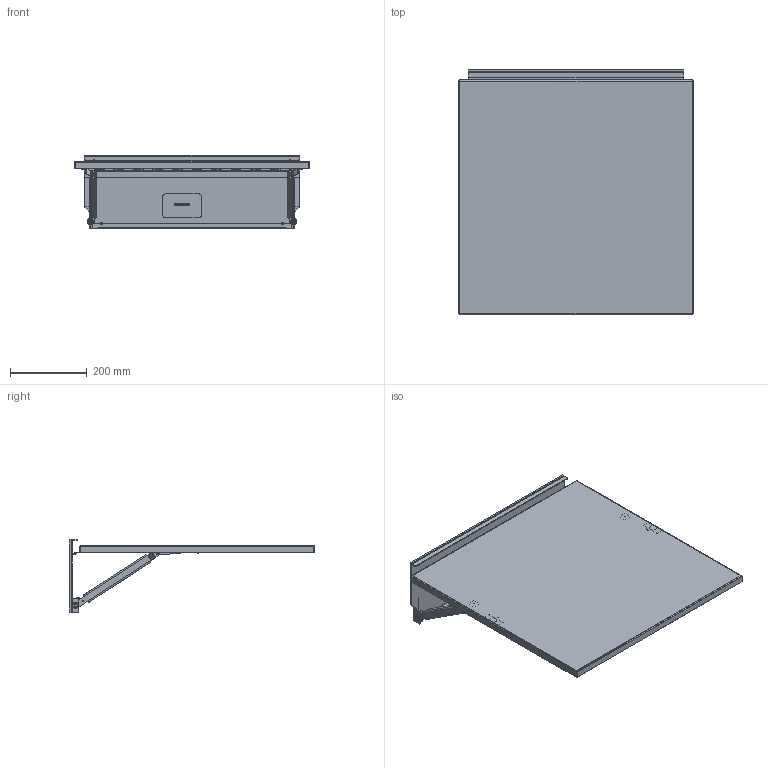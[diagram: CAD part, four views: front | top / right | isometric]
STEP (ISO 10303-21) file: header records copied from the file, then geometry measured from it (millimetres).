
FILE_DESCRIPTION (( 'STEP AP203' ), '1' );
FILE_NAME ('FDS2424S16.step', '2020-11-12T18:56:30', ( 'ADC123' ), ( 'Microsoft' ), 'SwSTEP 2.0', 'SolidWorks 2019', '' );
FILE_SCHEMA (( 'CONFIG_CONTROL_DESIGN' ));
Products named in the file (1): FDS2424S16
Bounding box: 609.6 x 637.25 x 190.5 mm (x, y, z)
Volume: 1261281.4 mm3; surface area: 1281283.5 mm2
Topology: 42 solids, 42 shells, 660 faces, 1610 edges, 1050 vertices
Faces by surface type: plane 399, cylinder 212, bspline 45, cone 4
Full cylindrical faces by diameter (mm): 2.381 x4, 2.54 x1, 3.175 x4, 6.35 x6, 6.528 x4, 6.604 x4, 6.731 x8, 7.137 x4, 7.163 x8, 9.525 x4, 12.954 x4, 15.875 x8
Entity records: 33701 total; most frequent: CARTESIAN_POINT 18460, DIRECTION 3050, ORIENTED_EDGE 3004, EDGE_CURVE 1502, VERTEX_POINT 1030, AXIS2_PLACEMENT_3D 1020, LINE 1010, VECTOR 1010
